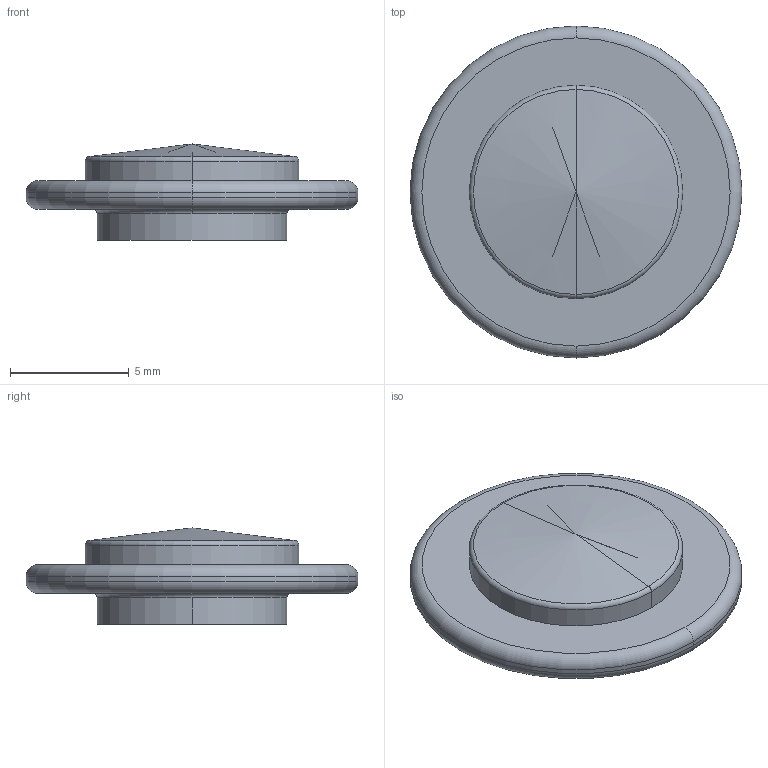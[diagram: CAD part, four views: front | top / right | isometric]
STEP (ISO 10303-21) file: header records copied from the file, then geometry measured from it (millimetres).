
FILE_DESCRIPTION(('Open CASCADE Model'),'2;1');
FILE_NAME('Open CASCADE Shape Model','2021-04-08T10:47:35',('Author'),( 'Open CASCADE'),'Open CASCADE STEP processor 7.4','Open CASCADE 7.4' ,'Unknown');
FILE_SCHEMA(('CONFIG_CONTROL_DESIGN'));
Length unit declared in the file: millimetre
Products named in the file (1): FILLET4_1_2 94
Bounding box: 14 x 14 x 4.05 mm (x, y, z)
Volume: 320.8 mm3; surface area: 399 mm2
Topology: 1 solids, 1 shells, 19 faces, 40 edges, 23 vertices
Faces by surface type: torus 8, cylinder 6, plane 3, cone 2
Entity records: 1118 total; most frequent: CARTESIAN_POINT 253, DIRECTION 177, ORIENTED_EDGE 76, PCURVE 76, DEFINITIONAL_REPRESENTATION 76, LINE 71, VECTOR 71, AXIS2_PLACEMENT_3D 50
